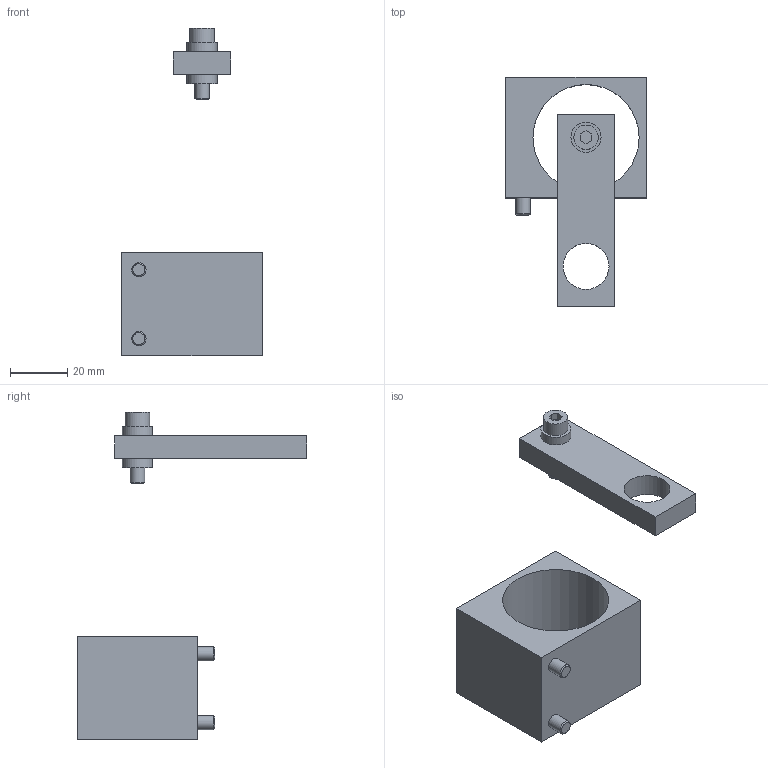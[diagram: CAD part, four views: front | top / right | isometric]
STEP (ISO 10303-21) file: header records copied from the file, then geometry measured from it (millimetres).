
FILE_DESCRIPTION( ( 'STEP AP214' ), '1' );
FILE_NAME( '8319182.step', '2006-07-17T14:10:57', ( ' ' ), ( ' ' ), 'XStep 1.0', ' ', ' ' );
FILE_SCHEMA( ( 'automotive_design' ) );
Length unit declared in the file: metre
Products named in the file (2): 1; 2
Bounding box: 49 x 80 x 114.2 mm (x, y, z)
Volume: 45577.8 mm3; surface area: 17893.3 mm2
Topology: 2 solids, 2 shells, 39 faces, 83 edges, 56 vertices
Faces by surface type: plane 26, cylinder 10, cone 3
Full cylindrical faces by diameter (mm): 5 x4, 5.5 x1, 8.5 x1, 10.5 x2, 16 x1, 37 x1
Entity records: 1317 total; most frequent: CARTESIAN_POINT 188, DIRECTION 166, ORIENTED_EDGE 128, EDGE_LOOP 64, EDGE_CURVE 64, AXIS2_PLACEMENT_3D 62, VERTEX_POINT 50, FACE_OUTER_BOUND 49
